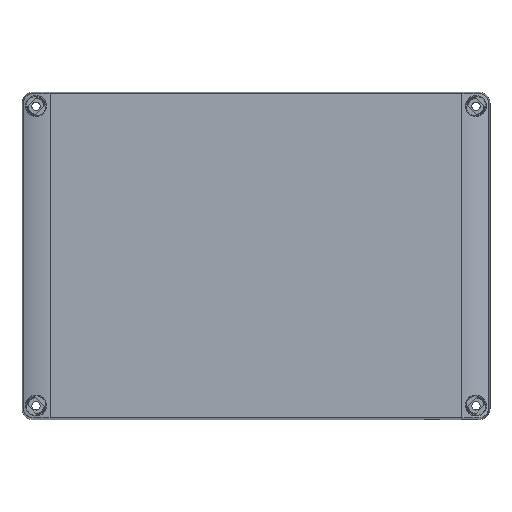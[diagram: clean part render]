
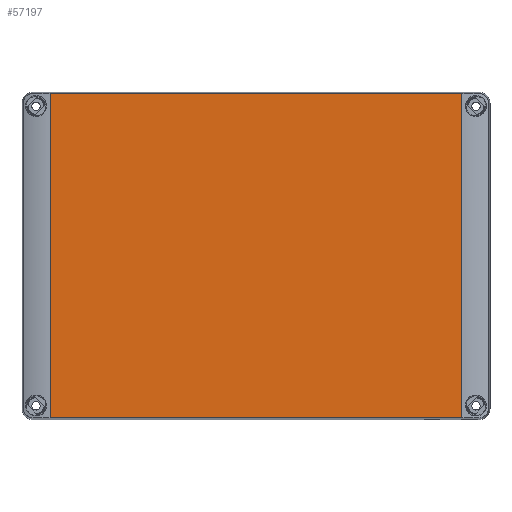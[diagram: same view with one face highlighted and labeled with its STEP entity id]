
A CAD part, top view. The second image highlights one B-rep face of the part: STEP entity #57197.
In plain terms, the highlighted planar face has unit normal (0, 0, 1).
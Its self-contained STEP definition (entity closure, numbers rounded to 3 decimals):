
#53865=DIRECTION('',(1.,0.,0.));
#53866=VECTOR('',#53865,220.);
#53867=CARTESIAN_POINT('',(-110.,-86.627,50.));
#53868=LINE('',#53867,#53866);
#54011=DIRECTION('',(0.,1.,0.));
#54012=VECTOR('',#54011,173.254);
#54013=CARTESIAN_POINT('',(110.,-86.627,50.));
#54014=LINE('',#54013,#54012);
#54105=DIRECTION('',(1.,0.,0.));
#54106=VECTOR('',#54105,220.);
#54107=CARTESIAN_POINT('',(-110.,86.627,50.));
#54108=LINE('',#54107,#54106);
#54118=DIRECTION('',(0.,1.,0.));
#54119=VECTOR('',#54118,173.254);
#54120=CARTESIAN_POINT('',(-110.,-86.627,50.));
#54121=LINE('',#54120,#54119);
#56719=CARTESIAN_POINT('',(-110.,-86.627,50.));
#56720=CARTESIAN_POINT('',(110.,-86.627,50.));
#56721=VERTEX_POINT('',#56719);
#56722=VERTEX_POINT('',#56720);
#56723=CARTESIAN_POINT('',(-110.,86.627,50.));
#56724=CARTESIAN_POINT('',(110.,86.627,50.));
#56725=VERTEX_POINT('',#56723);
#56726=VERTEX_POINT('',#56724);
#57185=CARTESIAN_POINT('',(-110.,-87.5,50.));
#57186=DIRECTION('',(0.,0.,1.));
#57187=DIRECTION('',(1.,0.,0.));
#57188=AXIS2_PLACEMENT_3D('',#57185,#57186,#57187);
#57189=PLANE('',#57188);
#57190=ORIENTED_EDGE('',*,*,#57054,.F.);
#57192=ORIENTED_EDGE('',*,*,#57191,.T.);
#57193=ORIENTED_EDGE('',*,*,#57174,.T.);
#57194=ORIENTED_EDGE('',*,*,#57133,.F.);
#57195=EDGE_LOOP('',(#57190,#57192,#57193,#57194));
#57196=FACE_OUTER_BOUND('',#57195,.F.);
#57197=ADVANCED_FACE('',(#57196),#57189,.T.);
#57054=EDGE_CURVE('',#56721,#56722,#53868,.T.);
#57133=EDGE_CURVE('',#56722,#56726,#54014,.T.);
#57174=EDGE_CURVE('',#56725,#56726,#54108,.T.);
#57191=EDGE_CURVE('',#56721,#56725,#54121,.T.);
